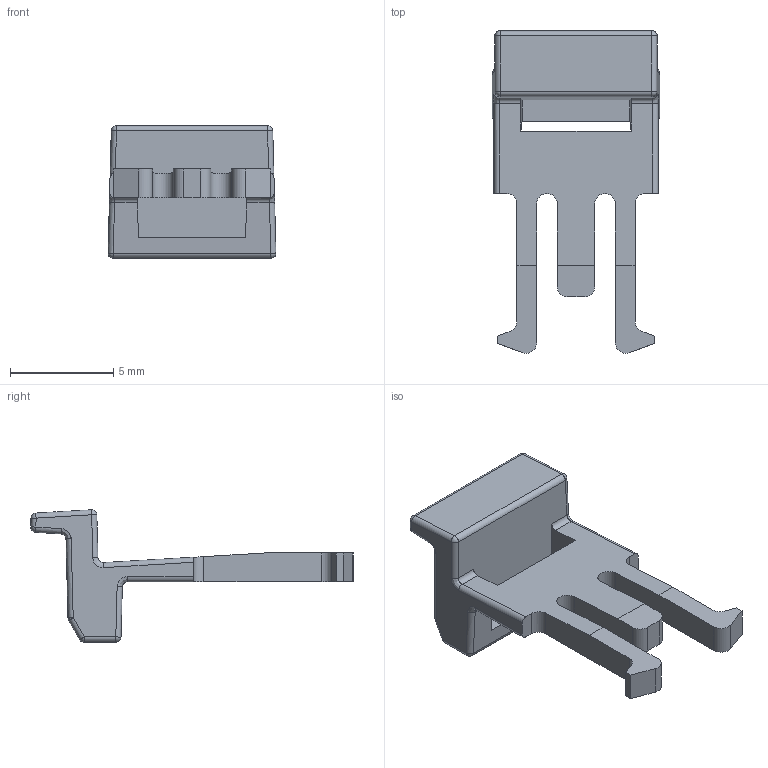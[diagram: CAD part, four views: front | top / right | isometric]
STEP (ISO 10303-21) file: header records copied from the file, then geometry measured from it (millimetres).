
FILE_DESCRIPTION(/* description */ (''),/* implementation_level */ '2;1');
FILE_NAME(/* name */ '276-2194-SMALL_LOCK_TAB.ipt.step',/* time_stamp */ '2020-04-16T23:10:16-04:00',/* author */ ('Jordan'),/* organization */ (''),/* preprocessor_version */ 'ST-DEVELOPER v17',/* originating_system */ 'Autodesk Inventor 2019',/* authorisation */ '');
FILE_SCHEMA (('AUTOMOTIVE_DESIGN { 1 0 10303 214 3 1 1 }'));
Length unit declared in the file: inch
Products named in the file (1): 276-2194-SMALL_LOCK_TAB
Bounding box: 8.12 x 15.6 x 6.41 mm (x, y, z)
Volume: 165.4 mm3; surface area: 368 mm2
Topology: 1 solids, 1 shells, 93 faces, 237 edges, 141 vertices
Faces by surface type: cylinder 41, plane 34, sphere 12, bspline 6
Entity records: 3068 total; most frequent: CARTESIAN_POINT 775, DIRECTION 489, ORIENTED_EDGE 468, EDGE_CURVE 234, AXIS2_PLACEMENT_3D 173, LINE 143, VECTOR 143, VERTEX_POINT 141
